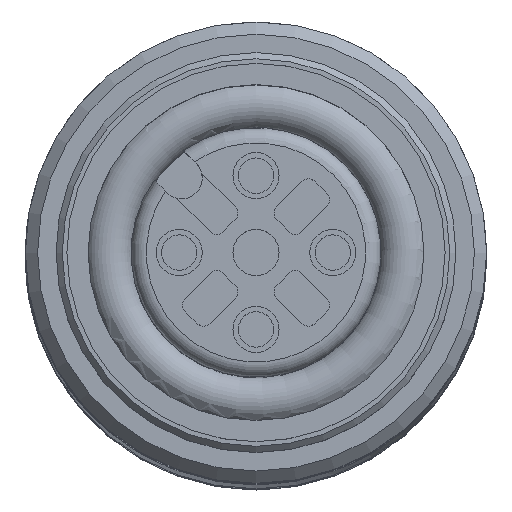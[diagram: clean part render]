
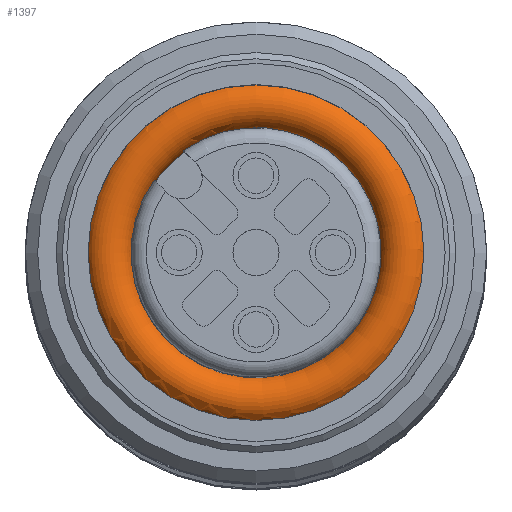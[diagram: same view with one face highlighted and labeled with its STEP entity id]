
A CAD part, top view. The second image highlights one B-rep face of the part: STEP entity #1397.
In plain terms, the highlighted toroidal (fillet/blend) face has major radius 4.812 mm and minor radius 0.8 mm.
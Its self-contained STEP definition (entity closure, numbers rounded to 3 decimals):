
#38=TOROIDAL_SURFACE('',#5638,4.812,0.8);
#747=B_SPLINE_CURVE_WITH_KNOTS('',3,(#9731,#9732,#9733,#9734,#9735,#9736,
#9737,#9738,#9739,#9740,#9741,#9742,#9743),.UNSPECIFIED.,.F.,.F.,(4,3,3,
3,4),(0.,0.28,0.56,0.838,1.),
 .UNSPECIFIED.);
#748=B_SPLINE_CURVE_WITH_KNOTS('',3,(#9751,#9752,#9753,#9754,#9755,#9756,
#9757,#9758,#9759,#9760,#9761,#9762,#9763),.UNSPECIFIED.,.F.,.F.,(4,3,3,
3,4),(0.,0.276,0.553,0.829,1.),
 .UNSPECIFIED.);
#1397=ADVANCED_FACE('',(#1795,#1796),#38,.T.);
#1795=FACE_BOUND('',#2151,.T.);
#1796=FACE_BOUND('',#2152,.T.);
#2151=EDGE_LOOP('',(#3168));
#2152=EDGE_LOOP('',(#3169,#3170,#3171,#3172));
#3168=ORIENTED_EDGE('',*,*,#4821,.F.);
#3169=ORIENTED_EDGE('',*,*,#4820,.T.);
#3170=ORIENTED_EDGE('',*,*,#4818,.T.);
#3171=ORIENTED_EDGE('',*,*,#4816,.T.);
#3172=ORIENTED_EDGE('',*,*,#4813,.T.);
#4180=VERTEX_POINT('',#9726);
#4181=VERTEX_POINT('',#9727);
#4182=VERTEX_POINT('',#9744);
#4183=VERTEX_POINT('',#9748);
#4184=VERTEX_POINT('',#9766);
#4813=EDGE_CURVE('',#4180,#4181,#5300,.T.);
#4816=EDGE_CURVE('',#4182,#4180,#747,.T.);
#4818=EDGE_CURVE('',#4183,#4182,#5301,.T.);
#4820=EDGE_CURVE('',#4181,#4183,#748,.T.);
#4821=EDGE_CURVE('',#4184,#4184,#5302,.T.);
#5300=CIRCLE('',#5631,4.063);
#5301=CIRCLE('',#5634,4.283);
#5302=CIRCLE('',#5637,5.46);
#5631=AXIS2_PLACEMENT_3D('',#9725,#6383,#6384);
#5634=AXIS2_PLACEMENT_3D('',#9747,#6392,#6393);
#5637=AXIS2_PLACEMENT_3D('',#9765,#6399,#6400);
#5638=AXIS2_PLACEMENT_3D('',#9767,#6401,#6402);
#6383=DIRECTION('',(0.,0.,-1.));
#6384=DIRECTION('',(0.,-1.,0.));
#6392=DIRECTION('',(0.,0.,-1.));
#6393=DIRECTION('',(0.,-1.,0.));
#6399=DIRECTION('',(0.,0.,-1.));
#6400=DIRECTION('',(0.,1.,0.));
#6401=DIRECTION('',(0.,0.,-1.));
#6402=DIRECTION('',(0.,1.,0.));
#9725=CARTESIAN_POINT('',(60.044,60.026,1.978));
#9726=CARTESIAN_POINT('',(57.689,63.336,1.978));
#9727=CARTESIAN_POINT('',(56.734,62.381,1.978));
#9731=CARTESIAN_POINT('',(57.531,63.494,1.1));
#9732=CARTESIAN_POINT('',(57.578,63.446,1.159));
#9733=CARTESIAN_POINT('',(57.62,63.405,1.23));
#9734=CARTESIAN_POINT('',(57.651,63.373,1.308));
#9735=CARTESIAN_POINT('',(57.683,63.342,1.386));
#9736=CARTESIAN_POINT('',(57.705,63.32,1.472));
#9737=CARTESIAN_POINT('',(57.716,63.308,1.561));
#9738=CARTESIAN_POINT('',(57.727,63.297,1.648));
#9739=CARTESIAN_POINT('',(57.728,63.297,1.739));
#9740=CARTESIAN_POINT('',(57.717,63.307,1.827));
#9741=CARTESIAN_POINT('',(57.712,63.313,1.879));
#9742=CARTESIAN_POINT('',(57.702,63.323,1.93));
#9743=CARTESIAN_POINT('',(57.689,63.336,1.978));
#9744=CARTESIAN_POINT('',(57.531,63.494,1.1));
#9747=CARTESIAN_POINT('',(60.044,60.026,1.1));
#9748=CARTESIAN_POINT('',(56.576,62.539,1.1));
#9751=CARTESIAN_POINT('',(56.734,62.381,1.978));
#9752=CARTESIAN_POINT('',(56.756,62.359,1.896));
#9753=CARTESIAN_POINT('',(56.769,62.347,1.806));
#9754=CARTESIAN_POINT('',(56.77,62.345,1.718));
#9755=CARTESIAN_POINT('',(56.771,62.344,1.63));
#9756=CARTESIAN_POINT('',(56.762,62.353,1.54));
#9757=CARTESIAN_POINT('',(56.743,62.373,1.456));
#9758=CARTESIAN_POINT('',(56.723,62.392,1.372));
#9759=CARTESIAN_POINT('',(56.694,62.422,1.291));
#9760=CARTESIAN_POINT('',(56.656,62.459,1.221));
#9761=CARTESIAN_POINT('',(56.632,62.483,1.177));
#9762=CARTESIAN_POINT('',(56.605,62.51,1.136));
#9763=CARTESIAN_POINT('',(56.576,62.539,1.1));
#9765=CARTESIAN_POINT('',(60.044,60.026,2.17));
#9766=CARTESIAN_POINT('',(60.044,65.486,2.17));
#9767=CARTESIAN_POINT('',(60.044,60.026,1.7));
